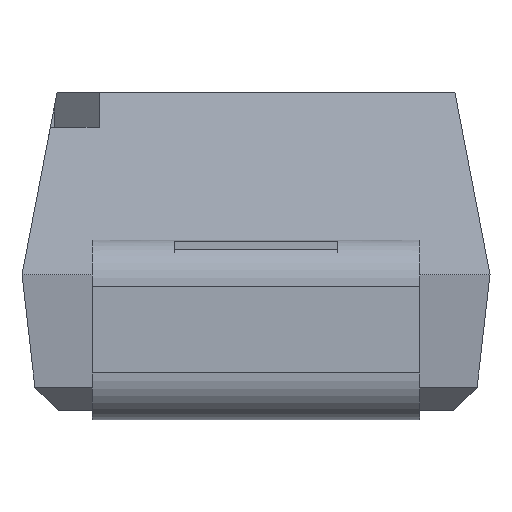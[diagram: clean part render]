
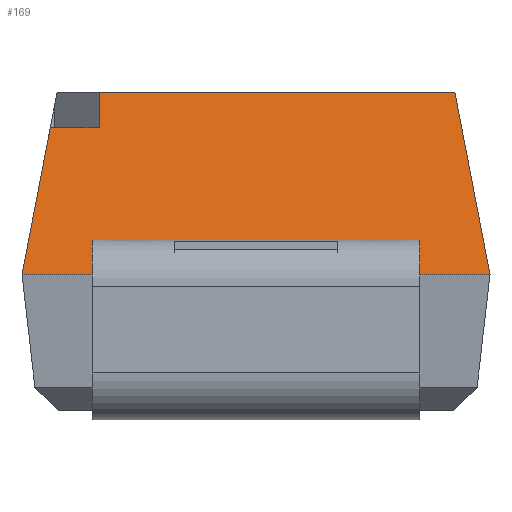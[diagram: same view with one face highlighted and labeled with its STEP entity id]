
A CAD part, left-side view. The second image highlights one B-rep face of the part: STEP entity #169.
In plain terms, the highlighted planar face has unit normal (-0.982, 0, 0.189).
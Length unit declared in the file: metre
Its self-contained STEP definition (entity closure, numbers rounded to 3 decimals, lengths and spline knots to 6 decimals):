
#169 = ADVANCED_FACE( '', ( #352 ), #353, .T. );
#352 = FACE_OUTER_BOUND( '', #549, .T. );
#353 = PLANE( '', #550 );
#549 = EDGE_LOOP( '', ( #966, #967, #968, #969, #970, #971 ) );
#550 = AXIS2_PLACEMENT_3D( '', #972, #973, #974 );
#966 = ORIENTED_EDGE( '', *, *, #1310, .F. );
#967 = ORIENTED_EDGE( '', *, *, #1244, .T. );
#968 = ORIENTED_EDGE( '', *, *, #1298, .T. );
#969 = ORIENTED_EDGE( '', *, *, #1319, .F. );
#970 = ORIENTED_EDGE( '', *, *, #1268, .F. );
#971 = ORIENTED_EDGE( '', *, *, #1320, .F. );
#972 = CARTESIAN_POINT( '', ( -0.00135, -0.001, 0.00062 ) );
#973 = DIRECTION( '', ( -0.982, 0., 0.189 ) );
#974 = DIRECTION( '', ( 0., -1., 0. ) );
#1244 = EDGE_CURVE( '', #1518, #1519, #1520, .T. );
#1268 = EDGE_CURVE( '', #1553, #1554, #1555, .T. );
#1298 = EDGE_CURVE( '', #1519, #1594, #1596, .T. );
#1310 = EDGE_CURVE( '', #1518, #1465, #1609, .T. );
#1319 = EDGE_CURVE( '', #1554, #1594, #1618, .T. );
#1320 = EDGE_CURVE( '', #1465, #1553, #1619, .T. );
#1465 = VERTEX_POINT( '', #1813 );
#1518 = VERTEX_POINT( '', #1887 );
#1519 = VERTEX_POINT( '', #1888 );
#1520 = LINE( '', #1889, #1890 );
#1553 = VERTEX_POINT( '', #1937 );
#1554 = VERTEX_POINT( '', #1938 );
#1555 = LINE( '', #1939, #1940 );
#1594 = VERTEX_POINT( '', #1998 );
#1596 = LINE( '', #2001, #2002 );
#1609 = LINE( '', #2021, #2022 );
#1618 = LINE( '', #2035, #2036 );
#1619 = LINE( '', #2037, #2038 );
#1813 = CARTESIAN_POINT( '', ( -0.0012, 0.00067, 0.0014 ) );
#1887 = CARTESIAN_POINT( '', ( -0.001229, 0.00067, 0.00125 ) );
#1888 = CARTESIAN_POINT( '', ( -0.001229, 0.000879, 0.00125 ) );
#1889 = CARTESIAN_POINT( '', ( -0.001229, -0.001, 0.00125 ) );
#1890 = VECTOR( '', #2198, 1. );
#1937 = CARTESIAN_POINT( '', ( -0.0012, -0.00085, 0.0014 ) );
#1938 = CARTESIAN_POINT( '', ( -0.00135, -0.001, 0.00062 ) );
#1939 = CARTESIAN_POINT( '', ( -0.00135, -0.001, 0.00062 ) );
#1940 = VECTOR( '', #2222, 1. );
#1998 = CARTESIAN_POINT( '', ( -0.00135, 0.001, 0.00062 ) );
#2001 = CARTESIAN_POINT( '', ( -0.001281, 0.000931, 0.000978 ) );
#2002 = VECTOR( '', #2249, 1. );
#2021 = CARTESIAN_POINT( '', ( -0.00135, 0.00067, 0.00062 ) );
#2022 = VECTOR( '', #2256, 1. );
#2035 = CARTESIAN_POINT( '', ( -0.00135, 0.001, 0.00062 ) );
#2036 = VECTOR( '', #2261, 1. );
#2037 = CARTESIAN_POINT( '', ( -0.0012, -0.001, 0.0014 ) );
#2038 = VECTOR( '', #2262, 1. );
#2198 = DIRECTION( '', ( 0., 1., 0. ) );
#2222 = DIRECTION( '', ( -0.186, -0.186, -0.965 ) );
#2249 = DIRECTION( '', ( -0.186, 0.186, -0.965 ) );
#2256 = DIRECTION( '', ( 0.189, 0., 0.982 ) );
#2261 = DIRECTION( '', ( 0., 1., 0. ) );
#2262 = DIRECTION( '', ( 0., -1., 0. ) );
